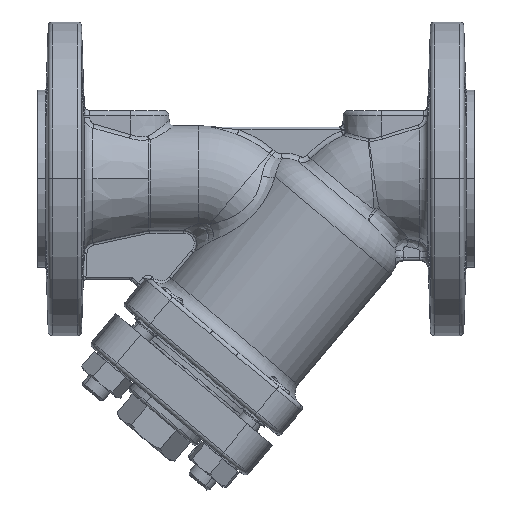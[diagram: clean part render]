
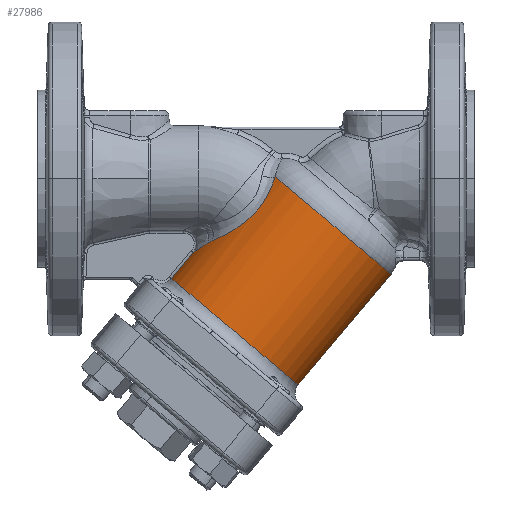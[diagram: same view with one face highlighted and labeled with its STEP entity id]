
A CAD part, top view. The second image highlights one B-rep face of the part: STEP entity #27986.
In plain terms, the highlighted cylindrical face has radius 30.5 mm (diameter 61 mm), a partial arc.
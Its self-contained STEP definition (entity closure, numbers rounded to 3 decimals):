
#6504 = ORIENTED_EDGE ( 'NONE', *, *, #13049, .T. ) ;
#6505 = ORIENTED_EDGE ( 'NONE', *, *, #13268, .T. ) ;
#6506 = ORIENTED_EDGE ( 'NONE', *, *, #13264, .T. ) ;
#6507 = ORIENTED_EDGE ( 'NONE', *, *, #13267, .T. ) ;
#6508 = ORIENTED_EDGE ( 'NONE', *, *, #13266, .T. ) ;
#6509 = ORIENTED_EDGE ( 'NONE', *, *, #13263, .T. ) ;
#6510 = ORIENTED_EDGE ( 'NONE', *, *, #13143, .F. ) ;
#7766 = VERTEX_POINT ( 'NONE', #19325 ) ;
#7767 = VERTEX_POINT ( 'NONE', #19326 ) ;
#7827 = VERTEX_POINT ( 'NONE', #19386 ) ;
#9127 = VERTEX_POINT ( 'NONE', #19472 ) ;
#9128 = VERTEX_POINT ( 'NONE', #19473 ) ;
#9129 = VERTEX_POINT ( 'NONE', #19474 ) ;
#9130 = VERTEX_POINT ( 'NONE', #19475 ) ;
#12893 = EDGE_LOOP ( 'NONE', ( #6510, #6509, #6508, #6507, #6506, #6505, #6504 ) ) ;
#13049 = EDGE_CURVE ( 'NONE', #7767, #7766, #30424, .T. ) ;
#13143 = EDGE_CURVE ( 'NONE', #7827, #7766, #30506, .T. ) ;
#13263 = EDGE_CURVE ( 'NONE', #7827, #9127, #30584, .T. ) ;
#13264 = EDGE_CURVE ( 'NONE', #9129, #9130, #37447, .T. ) ;
#13266 = EDGE_CURVE ( 'NONE', #9127, #9128, #37448, .T. ) ;
#13267 = EDGE_CURVE ( 'NONE', #9128, #9129, #37449, .T. ) ;
#13268 = EDGE_CURVE ( 'NONE', #9130, #7767, #30579, .T. ) ;
#18592 = FACE_OUTER_BOUND ( 'NONE', #12893, .T. ) ;
#18601 = CYLINDRICAL_SURFACE ( 'NONE', #22189, 30.5 ) ;
#19325 = CARTESIAN_POINT ( 'NONE',  ( -64.559, -75.526, 0. ) ) ;
#19326 = CARTESIAN_POINT ( 'NONE',  ( -110.992, -36.565, 4.841 ) ) ;
#19386 = CARTESIAN_POINT ( 'NONE',  ( -30.491, -34.926, 0. ) ) ;
#19472 = CARTESIAN_POINT ( 'NONE',  ( -72.956, 0.706, 17.565 ) ) ;
#19473 = CARTESIAN_POINT ( 'NONE',  ( -96.028, -22.677, 13.028 ) ) ;
#19474 = CARTESIAN_POINT ( 'NONE',  ( -97.403, -23.37, 11.656 ) ) ;
#19475 = CARTESIAN_POINT ( 'NONE',  ( -102.98, -27.016, 4.841 ) ) ;
#21471 = AXIS2_PLACEMENT_3D ( 'NONE', #24445, #24446, #24447 ) ;
#21561 = AXIS2_PLACEMENT_3D ( 'NONE', #29153, #29166, #29167 ) ;
#22189 = AXIS2_PLACEMENT_3D ( 'NONE', #36321, #36323, #36322 ) ;
#24445 = CARTESIAN_POINT ( 'NONE',  ( -87.923, -55.921, 0. ) ) ;
#24446 = DIRECTION ( 'NONE',  ( 0.643, 0.766, 0. ) ) ;
#24447 = DIRECTION ( 'NONE',  ( 0.766, -0.643, 0. ) ) ;
#25894 = CARTESIAN_POINT ( 'NONE',  ( -24.064, -27.265, 0. ) ) ;
#25896 = DIRECTION ( 'NONE',  ( -0.643, -0.766, 0. ) ) ;
#27986 = ADVANCED_FACE ( 'NONE', ( #18592 ), #18601, .T. ) ;
#29153 = CARTESIAN_POINT ( 'NONE',  ( -53.856, -15.321, 0. ) ) ;
#29163 = CARTESIAN_POINT ( 'NONE',  ( -97.403, -23.37, 11.656 ) ) ;
#29166 = DIRECTION ( 'NONE',  ( -0.643, -0.766, 0. ) ) ;
#29167 = DIRECTION ( 'NONE',  ( 0.766, -0.643, 0. ) ) ;
#29169 = CARTESIAN_POINT ( 'NONE',  ( -72.956, 0.706, 17.565 ) ) ;
#29172 = CARTESIAN_POINT ( 'NONE',  ( -98.511, -24.109, 10.753 ) ) ;
#29173 = CARTESIAN_POINT ( 'NONE',  ( -99.562, -24.801, 9.762 ) ) ;
#29175 = CARTESIAN_POINT ( 'NONE',  ( -100.998, -25.737, 8.075 ) ) ;
#29177 = CARTESIAN_POINT ( 'NONE',  ( -101.455, -26.033, 7.474 ) ) ;
#29179 = CARTESIAN_POINT ( 'NONE',  ( -102.284, -26.569, 6.211 ) ) ;
#29180 = CARTESIAN_POINT ( 'NONE',  ( -102.658, -26.81, 5.547 ) ) ;
#29182 = CARTESIAN_POINT ( 'NONE',  ( -102.98, -27.016, 4.841 ) ) ;
#29191 = CARTESIAN_POINT ( 'NONE',  ( -96.028, -22.677, 13.028 ) ) ;
#29192 = CARTESIAN_POINT ( 'NONE',  ( -73.383, -0.59, 18.284 ) ) ;
#29194 = CARTESIAN_POINT ( 'NONE',  ( -73.87, -1.905, 18.89 ) ) ;
#29196 = CARTESIAN_POINT ( 'NONE',  ( -74.726, -3.888, 19.641 ) ) ;
#29198 = CARTESIAN_POINT ( 'NONE',  ( -75.032, -4.55, 19.865 ) ) ;
#29199 = CARTESIAN_POINT ( 'NONE',  ( -75.696, -5.875, 20.258 ) ) ;
#29201 = CARTESIAN_POINT ( 'NONE',  ( -76.055, -6.541, 20.428 ) ) ;
#29203 = CARTESIAN_POINT ( 'NONE',  ( -77.196, -8.495, 20.845 ) ) ;
#29205 = CARTESIAN_POINT ( 'NONE',  ( -78.046, -9.743, 21.003 ) ) ;
#29206 = CARTESIAN_POINT ( 'NONE',  ( -79.469, -11.522, 21.059 ) ) ;
#29208 = CARTESIAN_POINT ( 'NONE',  ( -79.968, -12.1, 21.048 ) ) ;
#29210 = CARTESIAN_POINT ( 'NONE',  ( -80.755, -12.943, 20.984 ) ) ;
#29212 = CARTESIAN_POINT ( 'NONE',  ( -81.024, -13.221, 20.954 ) ) ;
#29213 = CARTESIAN_POINT ( 'NONE',  ( -81.568, -13.761, 20.881 ) ) ;
#29215 = CARTESIAN_POINT ( 'NONE',  ( -81.843, -14.024, 20.836 ) ) ;
#29217 = CARTESIAN_POINT ( 'NONE',  ( -83.237, -15.31, 20.578 ) ) ;
#29219 = CARTESIAN_POINT ( 'NONE',  ( -84.405, -16.24, 20.254 ) ) ;
#29221 = CARTESIAN_POINT ( 'NONE',  ( -86.21, -17.516, 19.596 ) ) ;
#29222 = CARTESIAN_POINT ( 'NONE',  ( -86.821, -17.922, 19.347 ) ) ;
#29224 = CARTESIAN_POINT ( 'NONE',  ( -88.034, -18.685, 18.799 ) ) ;
#29226 = CARTESIAN_POINT ( 'NONE',  ( -88.639, -19.045, 18.5 ) ) ;
#29228 = CARTESIAN_POINT ( 'NONE',  ( -89.842, -19.727, 17.849 ) ) ;
#29230 = CARTESIAN_POINT ( 'NONE',  ( -90.44, -20.05, 17.498 ) ) ;
#29231 = CARTESIAN_POINT ( 'NONE',  ( -91.625, -20.664, 16.741 ) ) ;
#29233 = CARTESIAN_POINT ( 'NONE',  ( -92.215, -20.956, 16.333 ) ) ;
#29235 = CARTESIAN_POINT ( 'NONE',  ( -93.936, -21.777, 15.04 ) ) ;
#29237 = CARTESIAN_POINT ( 'NONE',  ( -95.022, -22.255, 14.086 ) ) ;
#29238 = CARTESIAN_POINT ( 'NONE',  ( -96.028, -22.677, 13.028 ) ) ;
#29243 = CARTESIAN_POINT ( 'NONE',  ( -96.256, -22.773, 12.788 ) ) ;
#29244 = CARTESIAN_POINT ( 'NONE',  ( -96.482, -22.872, 12.548 ) ) ;
#29246 = CARTESIAN_POINT ( 'NONE',  ( -96.823, -23.037, 12.197 ) ) ;
#29248 = CARTESIAN_POINT ( 'NONE',  ( -96.937, -23.095, 12.082 ) ) ;
#29250 = CARTESIAN_POINT ( 'NONE',  ( -97.168, -23.223, 11.86 ) ) ;
#29252 = CARTESIAN_POINT ( 'NONE',  ( -97.284, -23.291, 11.753 ) ) ;
#29253 = CARTESIAN_POINT ( 'NONE',  ( -97.403, -23.37, 11.656 ) ) ;
#29256 = CARTESIAN_POINT ( 'NONE',  ( -70.496, 11.696, 4.841 ) ) ;
#29258 = DIRECTION ( 'NONE',  ( -0.643, -0.766, 0. ) ) ;
#30424 = CIRCLE ( 'NONE', #21471, 30.5 ) ;
#30506 = LINE ( 'NONE', #25894, #30507 ) ;
#30507 = VECTOR ( 'NONE', #25896, 1000. ) ;
#30579 = LINE ( 'NONE', #29256, #30583 ) ;
#30583 = VECTOR ( 'NONE', #29258, 1000. ) ;
#30584 = CIRCLE ( 'NONE', #21561, 30.5 ) ;
#36321 = CARTESIAN_POINT ( 'NONE',  ( -47.428, -7.66, 0. ) ) ;
#36322 = DIRECTION ( 'NONE',  ( 0.766, -0.643, 0. ) ) ;
#36323 = DIRECTION ( 'NONE',  ( -0.643, -0.766, 0. ) ) ;
#37447 = B_SPLINE_CURVE_WITH_KNOTS ( 'NONE', 3,
 ( #29163, #29172, #29173, #29175, #29177, #29179, #29180, #29182 ),
 .UNSPECIFIED., .F., .F.,
 ( 4, 2, 2, 4 ),
 ( 0., 0.005, 0.007, 0.01 ),
 .UNSPECIFIED. ) ;
#37448 = B_SPLINE_CURVE_WITH_KNOTS ( 'NONE', 3,
 ( #29169, #29192, #29194, #29196, #29198, #29199, #29201, #29203, #29205, #29206, #29208, #29210, #29212, #29213, #29215, #29217, #29219, #29221, #29222, #29224, #29226, #29228, #29230, #29231, #29233, #29235, #29237, #29238 ),
 .UNSPECIFIED., .F., .F.,
 ( 4, 2, 2, 2, 2, 2, 2, 2, 2, 2, 2, 2, 2, 4 ),
 ( 0., 0.005, 0.007, 0.009, 0.014, 0.016, 0.017, 0.018, 0.023, 0.025, 0.027, 0.03, 0.032, 0.037 ),
 .UNSPECIFIED. ) ;
#37449 = B_SPLINE_CURVE_WITH_KNOTS ( 'NONE', 3,
 ( #29191, #29243, #29244, #29246, #29248, #29250, #29252, #29253 ),
 .UNSPECIFIED., .F., .F.,
 ( 4, 2, 2, 4 ),
 ( 0., 0.001, 0.002, 0.002 ),
 .UNSPECIFIED. ) ;
